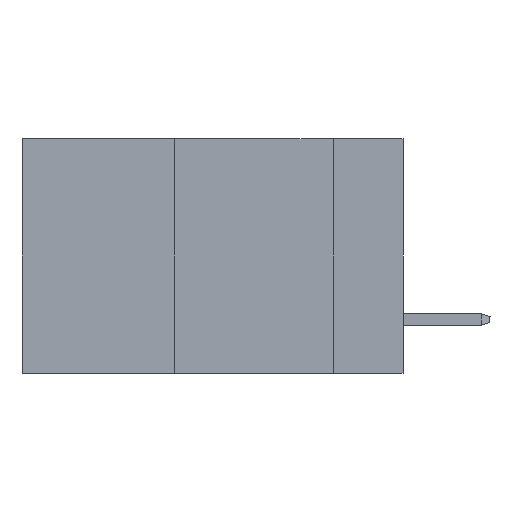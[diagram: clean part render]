
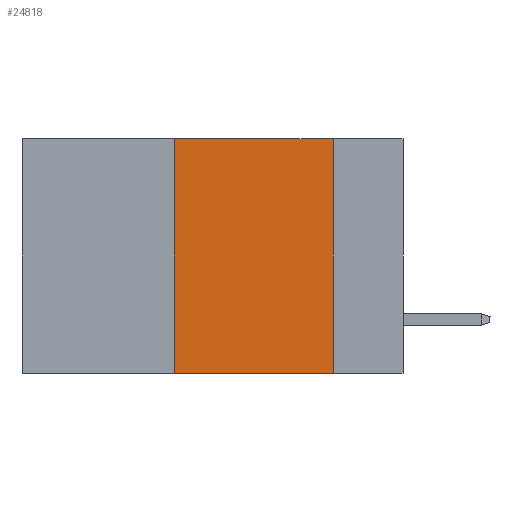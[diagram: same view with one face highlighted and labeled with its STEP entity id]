
A CAD part, left-side view. The second image highlights one B-rep face of the part: STEP entity #24818.
In plain terms, the highlighted planar face has unit normal (-1, 0, 0).
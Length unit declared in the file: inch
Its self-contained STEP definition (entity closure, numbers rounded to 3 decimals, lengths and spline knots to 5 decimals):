
#875 = VERTEX_POINT ( 'NONE', #4792 ) ;
#3412 = DIRECTION ( 'NONE',  ( 0., 0., -1. ) ) ;
#3629 = LINE ( 'NONE', #34216, #24008 ) ;
#4792 = CARTESIAN_POINT ( 'NONE',  ( 0., 0.36, -0.37 ) ) ;
#4858 = EDGE_LOOP ( 'NONE', ( #20305, #43123, #34199, #32035 ) ) ;
#6548 = EDGE_CURVE ( 'NONE', #14709, #21952, #37164, .T. ) ;
#6740 = DIRECTION ( 'NONE',  ( 1., 0., 0. ) ) ;
#7045 = VECTOR ( 'NONE', #33993, 39.37008 ) ;
#10697 = EDGE_CURVE ( 'NONE', #875, #34308, #12637, .T. ) ;
#12250 = VECTOR ( 'NONE', #16039, 39.37008 ) ;
#12637 = LINE ( 'NONE', #40260, #12250 ) ;
#13111 = DIRECTION ( 'NONE',  ( 0., 0., -1. ) ) ;
#13327 = PLANE ( 'NONE',  #21633 ) ;
#14709 = VERTEX_POINT ( 'NONE', #32602 ) ;
#16039 = DIRECTION ( 'NONE',  ( 0., -1., 0. ) ) ;
#16855 = CARTESIAN_POINT ( 'NONE',  ( 0., 0.11, -0.37 ) ) ;
#20113 = CARTESIAN_POINT ( 'NONE',  ( 0., 0.6, 0. ) ) ;
#20177 = CARTESIAN_POINT ( 'NONE',  ( 0., 0.6, 0. ) ) ;
#20305 = ORIENTED_EDGE ( 'NONE', *, *, #27897, .F. ) ;
#21633 = AXIS2_PLACEMENT_3D ( 'NONE', #20113, #6740, #13111 ) ;
#21952 = VERTEX_POINT ( 'NONE', #44368 ) ;
#24008 = VECTOR ( 'NONE', #3412, 39.37008 ) ;
#24781 = EDGE_CURVE ( 'NONE', #875, #14709, #30975, .T. ) ;
#24818 = ADVANCED_FACE ( 'NONE', ( #44126 ), #13327, .F. ) ;
#27897 = EDGE_CURVE ( 'NONE', #21952, #34308, #3629, .T. ) ;
#30975 = LINE ( 'NONE', #37105, #36081 ) ;
#32035 = ORIENTED_EDGE ( 'NONE', *, *, #10697, .T. ) ;
#32602 = CARTESIAN_POINT ( 'NONE',  ( 0., 0.36, 0. ) ) ;
#33993 = DIRECTION ( 'NONE',  ( 0., -1., 0. ) ) ;
#34199 = ORIENTED_EDGE ( 'NONE', *, *, #24781, .F. ) ;
#34216 = CARTESIAN_POINT ( 'NONE',  ( 0., 0.11, 0. ) ) ;
#34308 = VERTEX_POINT ( 'NONE', #16855 ) ;
#34353 = DIRECTION ( 'NONE',  ( 0., 0., 1. ) ) ;
#36081 = VECTOR ( 'NONE', #34353, 39.37008 ) ;
#37105 = CARTESIAN_POINT ( 'NONE',  ( 0., 0.36, 0. ) ) ;
#37164 = LINE ( 'NONE', #20177, #7045 ) ;
#40260 = CARTESIAN_POINT ( 'NONE',  ( 0., 0.6, -0.37 ) ) ;
#43123 = ORIENTED_EDGE ( 'NONE', *, *, #6548, .F. ) ;
#44126 = FACE_OUTER_BOUND ( 'NONE', #4858, .T. ) ;
#44368 = CARTESIAN_POINT ( 'NONE',  ( 0., 0.11, 0. ) ) ;
